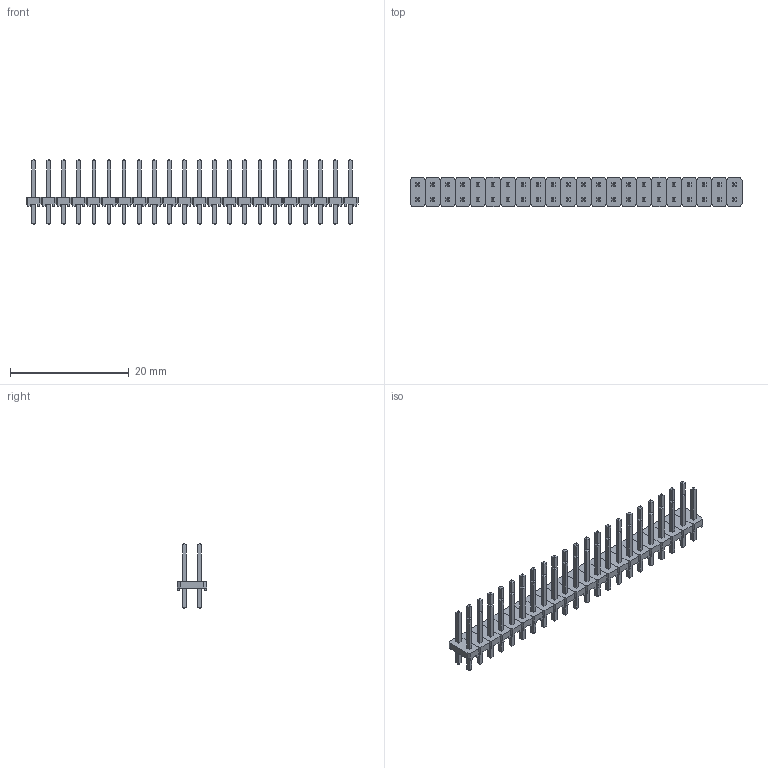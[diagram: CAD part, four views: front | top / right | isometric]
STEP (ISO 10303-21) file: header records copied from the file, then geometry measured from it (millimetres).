
FILE_DESCRIPTION(/* description */ (''),/* implementation_level */ '2;1');
FILE_NAME(/* name */ 'SAMTEC_MTLW-122-07-L-D-250.stp',/* time_stamp */ '2017-04-21T17:03:44+02:00',/* author */ ('riccim'),/* organization */ (''),/* preprocessor_version */ 'ST-DEVELOPER v16.5',/* originating_system */ 'AutoCAD Mechanical',/* authorisation */ '');
FILE_SCHEMA (('AUTOMOTIVE_DESIGN { 1 0 10303 214 3 1 1 }'));
Length unit declared in the file: millimetre
Products named in the file (1): Product
Bounding box: 55.88 x 5.03 x 10.92 mm (x, y, z)
Volume: 490 mm3; surface area: 2096.1 mm2
Topology: 110 solids, 110 shells, 1452 faces, 3256 edges, 2024 vertices
Faces by surface type: plane 1452
Entity records: 38837 total; most frequent: CARTESIAN_POINT 6733, ORIENTED_EDGE 6512, DIRECTION 6162, LINE 3256, VECTOR 3256, EDGE_CURVE 3256, VERTEX_POINT 2024, AXIS2_PLACEMENT_3D 1453
